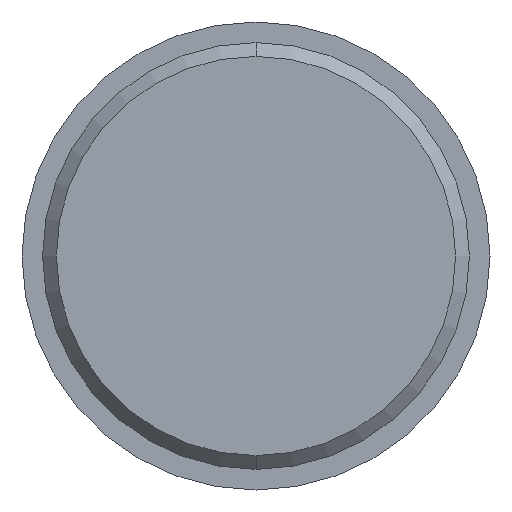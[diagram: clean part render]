
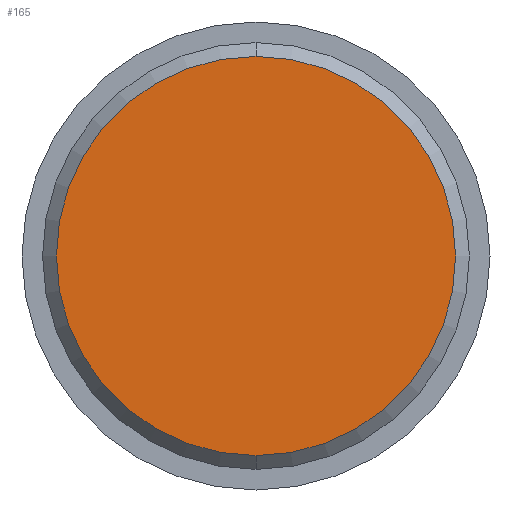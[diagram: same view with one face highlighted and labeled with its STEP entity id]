
A CAD part, front view. The second image highlights one B-rep face of the part: STEP entity #165.
In plain terms, the highlighted planar face has unit normal (0, -1, 0).
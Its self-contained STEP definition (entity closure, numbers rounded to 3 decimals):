
#1 = CARTESIAN_POINT ( 'NONE',  ( 0., 0., 0. ) ) ;
#86 = EDGE_CURVE ( 'NONE', #631, #212, #488, .T. ) ;
#165 = ADVANCED_FACE ( 'NONE', ( #376 ), #317, .F. ) ;
#173 = AXIS2_PLACEMENT_3D ( 'NONE', #272, #495, #434 ) ;
#198 = CARTESIAN_POINT ( 'NONE',  ( 0., 0., -14.5 ) ) ;
#205 = EDGE_LOOP ( 'NONE', ( #475, #538 ) ) ;
#212 = VERTEX_POINT ( 'NONE', #341 ) ;
#248 = DIRECTION ( 'NONE',  ( 0., -1., 0. ) ) ;
#272 = CARTESIAN_POINT ( 'NONE',  ( 0., 0., 0. ) ) ;
#317 = PLANE ( 'NONE',  #693 ) ;
#341 = CARTESIAN_POINT ( 'NONE',  ( 0., 0., 14.5 ) ) ;
#376 = FACE_OUTER_BOUND ( 'NONE', #205, .T. ) ;
#404 = EDGE_CURVE ( 'NONE', #212, #631, #652, .T. ) ;
#410 = AXIS2_PLACEMENT_3D ( 'NONE', #1, #248, #479 ) ;
#434 = DIRECTION ( 'NONE',  ( 0., 0., 1. ) ) ;
#475 = ORIENTED_EDGE ( 'NONE', *, *, #404, .T. ) ;
#479 = DIRECTION ( 'NONE',  ( 0., 0., 1. ) ) ;
#488 = CIRCLE ( 'NONE', #173, 14.5 ) ;
#491 = DIRECTION ( 'NONE',  ( 0., 1., 0. ) ) ;
#495 = DIRECTION ( 'NONE',  ( 0., -1., 0. ) ) ;
#537 = DIRECTION ( 'NONE',  ( 0., 0., 1. ) ) ;
#538 = ORIENTED_EDGE ( 'NONE', *, *, #86, .T. ) ;
#598 = CARTESIAN_POINT ( 'NONE',  ( 0., 0., 0. ) ) ;
#631 = VERTEX_POINT ( 'NONE', #198 ) ;
#652 = CIRCLE ( 'NONE', #410, 14.5 ) ;
#693 = AXIS2_PLACEMENT_3D ( 'NONE', #598, #491, #537 ) ;
